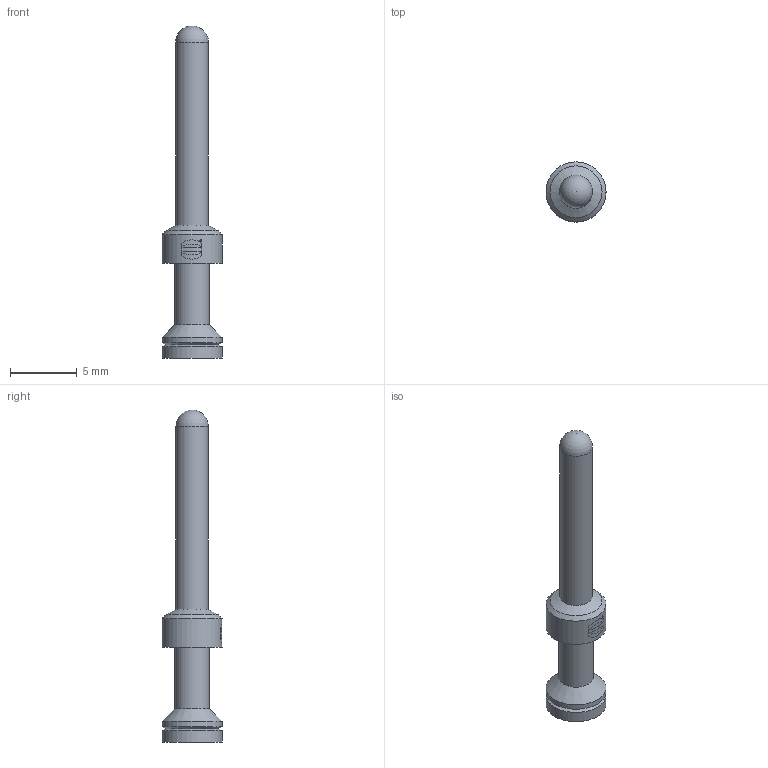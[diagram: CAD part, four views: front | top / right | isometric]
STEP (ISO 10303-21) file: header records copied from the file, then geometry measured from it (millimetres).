
FILE_DESCRIPTION(/* description */ (''),/* implementation_level */ '2;1');
FILE_NAME(/* name */ '100168977ugm000_e.stp',/* time_stamp */ '2022-03-11T15:48:55+01:00',/* author */ (''),/* organization */ (''),/* preprocessor_version */ 'ST-DEVELOPER v16.7',/* originating_system */ 'SIEMENS PLM Software NX 1911',/* authorisation */ '');
FILE_SCHEMA (('AUTOMOTIVE_DESIGN { 1 0 10303 214 3 1 1 1 }'));
Length unit declared in the file: millimetre
Products named in the file (1): 100168977ugm000_e
Bounding box: 4.5 x 4.5 x 24.9 mm (x, y, z)
Volume: 158.6 mm3; surface area: 296.8 mm2
Topology: 1 solids, 1 shells, 19 faces, 42 edges, 30 vertices
Faces by surface type: cylinder 10, cone 6, plane 2, sphere 1
Full cylindrical faces by diameter (mm): 1.33 x1, 2.47 x1, 2.6 x1, 4.5 x3
Entity records: 615 total; most frequent: CARTESIAN_POINT 181, DIRECTION 78, ORIENTED_EDGE 54, EDGE_LOOP 36, AXIS2_PLACEMENT_3D 36, FACE_BOUND 32, VERTEX_POINT 28, EDGE_CURVE 27
